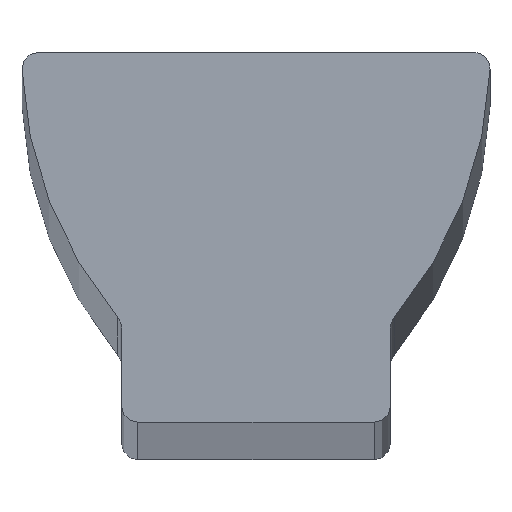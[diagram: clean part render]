
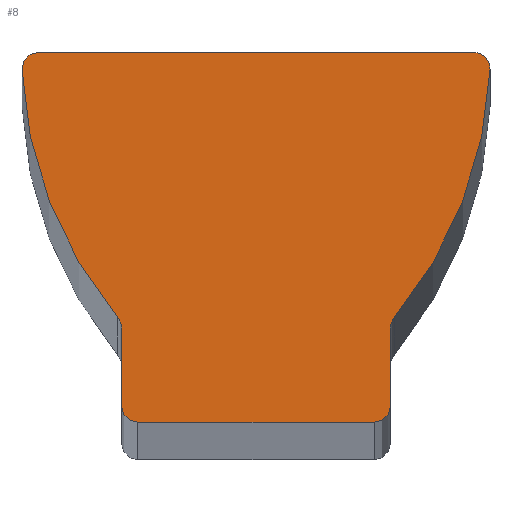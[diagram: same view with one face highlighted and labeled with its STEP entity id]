
A CAD part, top view. The second image highlights one B-rep face of the part: STEP entity #8.
In plain terms, the highlighted planar face has unit normal (0, 0, 1).
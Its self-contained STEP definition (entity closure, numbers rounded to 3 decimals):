
#4 = ORIENTED_EDGE ( 'NONE', *, *, #233, .T. ) ;
#6 = EDGE_LOOP ( 'NONE', ( #4, #7, #31, #32, #33, #34, #35, #36, #37, #38, #39, #52, #53 ) ) ;
#7 = ORIENTED_EDGE ( 'NONE', *, *, #253, .T. ) ;
#8 = ADVANCED_FACE ( 'NONE', ( #243 ), #135, .F. ) ;
#12 = EDGE_CURVE ( 'NONE', #85, #234, #126, .T. ) ;
#31 = ORIENTED_EDGE ( 'NONE', *, *, #105, .T. ) ;
#32 = ORIENTED_EDGE ( 'NONE', *, *, #219, .T. ) ;
#33 = ORIENTED_EDGE ( 'NONE', *, *, #221, .T. ) ;
#34 = ORIENTED_EDGE ( 'NONE', *, *, #141, .T. ) ;
#35 = ORIENTED_EDGE ( 'NONE', *, *, #274, .T. ) ;
#36 = ORIENTED_EDGE ( 'NONE', *, *, #50, .T. ) ;
#37 = ORIENTED_EDGE ( 'NONE', *, *, #42, .T. ) ;
#38 = ORIENTED_EDGE ( 'NONE', *, *, #76, .T. ) ;
#39 = ORIENTED_EDGE ( 'NONE', *, *, #67, .T. ) ;
#42 = EDGE_CURVE ( 'NONE', #48, #43, #215, .T. ) ;
#43 = VERTEX_POINT ( 'NONE', #211 ) ;
#48 = VERTEX_POINT ( 'NONE', #200 ) ;
#50 = EDGE_CURVE ( 'NONE', #272, #48, #198, .T. ) ;
#51 = VERTEX_POINT ( 'NONE', #194 ) ;
#52 = ORIENTED_EDGE ( 'NONE', *, *, #87, .T. ) ;
#53 = ORIENTED_EDGE ( 'NONE', *, *, #12, .T. ) ;
#65 = VERTEX_POINT ( 'NONE', #174 ) ;
#67 = EDGE_CURVE ( 'NONE', #51, #65, #173, .T. ) ;
#76 = EDGE_CURVE ( 'NONE', #43, #51, #397, .T. ) ;
#85 = VERTEX_POINT ( 'NONE', #345 ) ;
#87 = EDGE_CURVE ( 'NONE', #65, #85, #343, .T. ) ;
#103 = VERTEX_POINT ( 'NONE', #405 ) ;
#105 = EDGE_CURVE ( 'NONE', #222, #103, #453, .T. ) ;
#115 = VERTEX_POINT ( 'NONE', #444 ) ;
#123 = DIRECTION ( 'NONE',  ( -1., 0., 0. ) ) ;
#124 = VECTOR ( 'NONE', #123, 1000. ) ;
#125 = CARTESIAN_POINT ( 'NONE',  ( -5.148, 8.738, 254. ) ) ;
#126 = LINE ( 'NONE', #125, #124 ) ;
#131 = DIRECTION ( 'NONE',  ( -1., 0., 0. ) ) ;
#132 = DIRECTION ( 'NONE',  ( 0., 0., -1. ) ) ;
#133 = CARTESIAN_POINT ( 'NONE',  ( -5.148, 8.357, 254. ) ) ;
#134 = AXIS2_PLACEMENT_3D ( 'NONE', #133, #132, #131 ) ;
#135 = PLANE ( 'NONE',  #134 ) ;
#141 = EDGE_CURVE ( 'NONE', #115, #187, #437, .T. ) ;
#169 = DIRECTION ( 'NONE',  ( -1., 0., 0. ) ) ;
#170 = DIRECTION ( 'NONE',  ( 0., 0., 1. ) ) ;
#171 = CARTESIAN_POINT ( 'NONE',  ( -4.247, 8.738, 254. ) ) ;
#172 = AXIS2_PLACEMENT_3D ( 'NONE', #171, #170, #169 ) ;
#173 = CIRCLE ( 'NONE', #172, 9.784 ) ;
#174 = CARTESIAN_POINT ( 'NONE',  ( 5.529, 8.341, 254. ) ) ;
#187 = VERTEX_POINT ( 'NONE', #415 ) ;
#194 = CARTESIAN_POINT ( 'NONE',  ( 3.264, 2.467, 254. ) ) ;
#195 = DIRECTION ( 'NONE',  ( 1., 0., 0. ) ) ;
#196 = DIRECTION ( 'NONE',  ( 0., 0., 1. ) ) ;
#197 = AXIS2_PLACEMENT_3D ( 'NONE', #199, #196, #195 ) ;
#198 = CIRCLE ( 'NONE', #197, 0.381 ) ;
#199 = CARTESIAN_POINT ( 'NONE',  ( 2.794, 0.381, 254. ) ) ;
#200 = CARTESIAN_POINT ( 'NONE',  ( 3.175, 0.381, 254. ) ) ;
#211 = CARTESIAN_POINT ( 'NONE',  ( 3.175, 2.223, 254. ) ) ;
#212 = DIRECTION ( 'NONE',  ( 0., 1., 0. ) ) ;
#213 = VECTOR ( 'NONE', #212, 1000. ) ;
#214 = CARTESIAN_POINT ( 'NONE',  ( 3.175, 0.381, 254. ) ) ;
#215 = LINE ( 'NONE', #214, #213 ) ;
#217 = VERTEX_POINT ( 'NONE', #412 ) ;
#219 = EDGE_CURVE ( 'NONE', #103, #217, #394, .T. ) ;
#221 = EDGE_CURVE ( 'NONE', #217, #115, #389, .T. ) ;
#222 = VERTEX_POINT ( 'NONE', #329 ) ;
#233 = EDGE_CURVE ( 'NONE', #234, #254, #317, .T. ) ;
#234 = VERTEX_POINT ( 'NONE', #363 ) ;
#243 = FACE_OUTER_BOUND ( 'NONE', #6, .T. ) ;
#253 = EDGE_CURVE ( 'NONE', #254, #222, #276, .T. ) ;
#254 = VERTEX_POINT ( 'NONE', #301 ) ;
#272 = VERTEX_POINT ( 'NONE', #466 ) ;
#274 = EDGE_CURVE ( 'NONE', #187, #272, #465, .T. ) ;
#276 = CIRCLE ( 'NONE', #305, 0.381 ) ;
#301 = CARTESIAN_POINT ( 'NONE',  ( -5.529, 8.357, 254. ) ) ;
#302 = DIRECTION ( 'NONE',  ( -1., 0., 0. ) ) ;
#303 = DIRECTION ( 'NONE',  ( 0., 0., 1. ) ) ;
#304 = CARTESIAN_POINT ( 'NONE',  ( -5.148, 8.357, 254. ) ) ;
#305 = AXIS2_PLACEMENT_3D ( 'NONE', #304, #303, #302 ) ;
#309 = DIRECTION ( 'NONE',  ( 0., 0., -1. ) ) ;
#310 = AXIS2_PLACEMENT_3D ( 'NONE', #398, #309, #331 ) ;
#317 = CIRCLE ( 'NONE', #367, 0.381 ) ;
#329 = CARTESIAN_POINT ( 'NONE',  ( -5.529, 8.341, 254. ) ) ;
#331 = DIRECTION ( 'NONE',  ( -1., 0., 0. ) ) ;
#340 = DIRECTION ( 'NONE',  ( 0., 0., 1. ) ) ;
#341 = CARTESIAN_POINT ( 'NONE',  ( 5.148, 8.357, 254. ) ) ;
#342 = AXIS2_PLACEMENT_3D ( 'NONE', #341, #340, #409 ) ;
#343 = CIRCLE ( 'NONE', #342, 0.381 ) ;
#345 = CARTESIAN_POINT ( 'NONE',  ( 5.148, 8.738, 254. ) ) ;
#363 = CARTESIAN_POINT ( 'NONE',  ( -5.148, 8.738, 254. ) ) ;
#364 = DIRECTION ( 'NONE',  ( -1., 0., 0. ) ) ;
#365 = DIRECTION ( 'NONE',  ( 0., 0., 1. ) ) ;
#366 = CARTESIAN_POINT ( 'NONE',  ( -5.148, 8.357, 254. ) ) ;
#367 = AXIS2_PLACEMENT_3D ( 'NONE', #366, #365, #364 ) ;
#386 = DIRECTION ( 'NONE',  ( 0., -1., 0. ) ) ;
#387 = VECTOR ( 'NONE', #386, 1000. ) ;
#388 = CARTESIAN_POINT ( 'NONE',  ( -3.175, 0.381, 254. ) ) ;
#389 = LINE ( 'NONE', #388, #387 ) ;
#390 = DIRECTION ( 'NONE',  ( -1., 0., 0. ) ) ;
#391 = DIRECTION ( 'NONE',  ( 0., 0., -1. ) ) ;
#392 = CARTESIAN_POINT ( 'NONE',  ( -3.556, 2.223, 254. ) ) ;
#393 = AXIS2_PLACEMENT_3D ( 'NONE', #392, #391, #390 ) ;
#394 = CIRCLE ( 'NONE', #393, 0.381 ) ;
#397 = CIRCLE ( 'NONE', #310, 0.381 ) ;
#398 = CARTESIAN_POINT ( 'NONE',  ( 3.556, 2.223, 254. ) ) ;
#405 = CARTESIAN_POINT ( 'NONE',  ( -3.264, 2.467, 254. ) ) ;
#409 = DIRECTION ( 'NONE',  ( -1., 0., 0. ) ) ;
#412 = CARTESIAN_POINT ( 'NONE',  ( -3.175, 2.223, 254. ) ) ;
#415 = CARTESIAN_POINT ( 'NONE',  ( -2.794, 0., 254. ) ) ;
#433 = DIRECTION ( 'NONE',  ( 1., 0., 0. ) ) ;
#434 = DIRECTION ( 'NONE',  ( 0., 0., 1. ) ) ;
#435 = CARTESIAN_POINT ( 'NONE',  ( -2.794, 0.381, 254. ) ) ;
#436 = AXIS2_PLACEMENT_3D ( 'NONE', #435, #434, #433 ) ;
#437 = CIRCLE ( 'NONE', #436, 0.381 ) ;
#444 = CARTESIAN_POINT ( 'NONE',  ( -3.175, 0.381, 254. ) ) ;
#449 = DIRECTION ( 'NONE',  ( 1., 0., 0. ) ) ;
#450 = DIRECTION ( 'NONE',  ( 0., 0., 1. ) ) ;
#451 = CARTESIAN_POINT ( 'NONE',  ( 4.247, 8.738, 254. ) ) ;
#452 = AXIS2_PLACEMENT_3D ( 'NONE', #451, #450, #449 ) ;
#453 = CIRCLE ( 'NONE', #452, 9.784 ) ;
#462 = DIRECTION ( 'NONE',  ( 1., 0., 0. ) ) ;
#463 = VECTOR ( 'NONE', #462, 1000. ) ;
#464 = CARTESIAN_POINT ( 'NONE',  ( -2.794, 0., 254. ) ) ;
#465 = LINE ( 'NONE', #464, #463 ) ;
#466 = CARTESIAN_POINT ( 'NONE',  ( 2.794, 0., 254. ) ) ;
